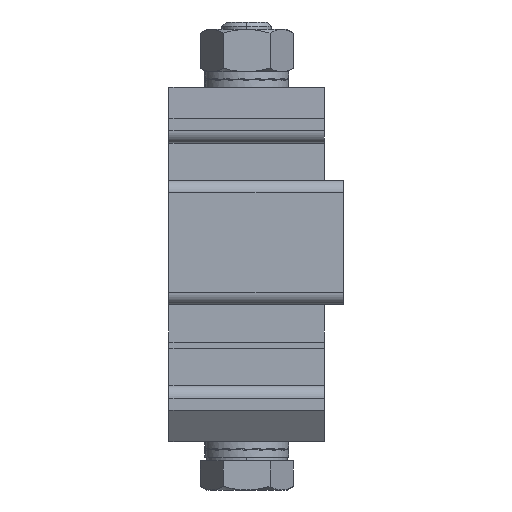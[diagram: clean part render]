
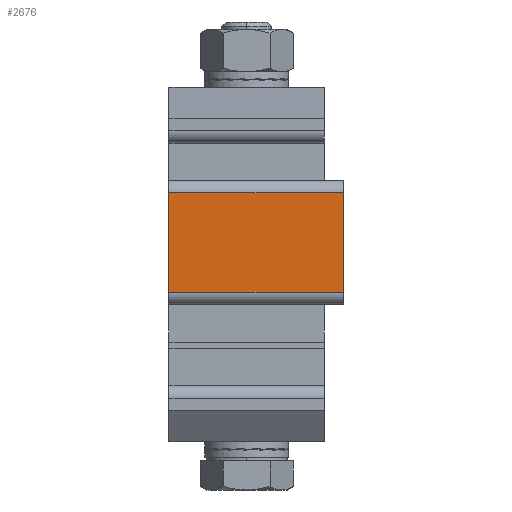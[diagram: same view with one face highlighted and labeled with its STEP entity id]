
A CAD part, left-side view. The second image highlights one B-rep face of the part: STEP entity #2676.
In plain terms, the highlighted planar face has unit normal (-1, 0, 0).
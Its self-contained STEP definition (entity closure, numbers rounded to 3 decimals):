
#207 = VECTOR ( 'NONE', #11577, 1000. ) ;
#927 = CARTESIAN_POINT ( 'NONE',  ( -130., -15.5, 24. ) ) ;
#1204 = EDGE_CURVE ( 'NONE', #21427, #17642, #4748, .T. ) ;
#2391 = CARTESIAN_POINT ( 'NONE',  ( -130., 12.5, 24. ) ) ;
#2676 = ADVANCED_FACE ( 'NONE', ( #21990 ), #15784, .F. ) ;
#3058 = LINE ( 'NONE', #7127, #20647 ) ;
#3556 = EDGE_LOOP ( 'NONE', ( #12556, #8051, #21213, #13538 ) ) ;
#4555 = EDGE_CURVE ( 'NONE', #17642, #18483, #3058, .T. ) ;
#4748 = LINE ( 'NONE', #6283, #207 ) ;
#4811 = DIRECTION ( 'NONE',  ( 0., 1., 0. ) ) ;
#6109 = DIRECTION ( 'NONE',  ( 1., 0., 0. ) ) ;
#6283 = CARTESIAN_POINT ( 'NONE',  ( -130., -15.5, 8. ) ) ;
#6436 = VECTOR ( 'NONE', #4811, 1000. ) ;
#7127 = CARTESIAN_POINT ( 'NONE',  ( -130., -15.5, 6. ) ) ;
#8051 = ORIENTED_EDGE ( 'NONE', *, *, #16679, .T. ) ;
#8304 = CARTESIAN_POINT ( 'NONE',  ( -130., 12.5, 8. ) ) ;
#8531 = DIRECTION ( 'NONE',  ( 0., 0., 1. ) ) ;
#9394 = EDGE_CURVE ( 'NONE', #21427, #13345, #19796, .T. ) ;
#11577 = DIRECTION ( 'NONE',  ( 0., -1., 0. ) ) ;
#12556 = ORIENTED_EDGE ( 'NONE', *, *, #4555, .T. ) ;
#13345 = VERTEX_POINT ( 'NONE', #2391 ) ;
#13538 = ORIENTED_EDGE ( 'NONE', *, *, #1204, .T. ) ;
#14679 = DIRECTION ( 'NONE',  ( 0., 0., -1. ) ) ;
#15232 = VECTOR ( 'NONE', #19160, 1000. ) ;
#15432 = LINE ( 'NONE', #16585, #6436 ) ;
#15784 = PLANE ( 'NONE',  #19570 ) ;
#16585 = CARTESIAN_POINT ( 'NONE',  ( -130., 12.5, 24. ) ) ;
#16679 = EDGE_CURVE ( 'NONE', #18483, #13345, #15432, .T. ) ;
#17642 = VERTEX_POINT ( 'NONE', #17748 ) ;
#17748 = CARTESIAN_POINT ( 'NONE',  ( -130., -15.5, 8. ) ) ;
#18483 = VERTEX_POINT ( 'NONE', #927 ) ;
#19160 = DIRECTION ( 'NONE',  ( 0., 0., 1. ) ) ;
#19228 = CARTESIAN_POINT ( 'NONE',  ( -130., 12.5, 6. ) ) ;
#19570 = AXIS2_PLACEMENT_3D ( 'NONE', #21217, #6109, #14679 ) ;
#19796 = LINE ( 'NONE', #19228, #15232 ) ;
#20647 = VECTOR ( 'NONE', #8531, 1000. ) ;
#21213 = ORIENTED_EDGE ( 'NONE', *, *, #9394, .F. ) ;
#21217 = CARTESIAN_POINT ( 'NONE',  ( -130., 12.5, 6. ) ) ;
#21427 = VERTEX_POINT ( 'NONE', #8304 ) ;
#21990 = FACE_OUTER_BOUND ( 'NONE', #3556, .T. ) ;
